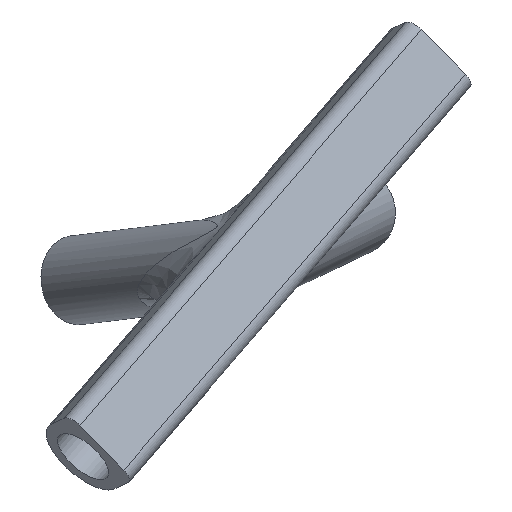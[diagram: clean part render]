
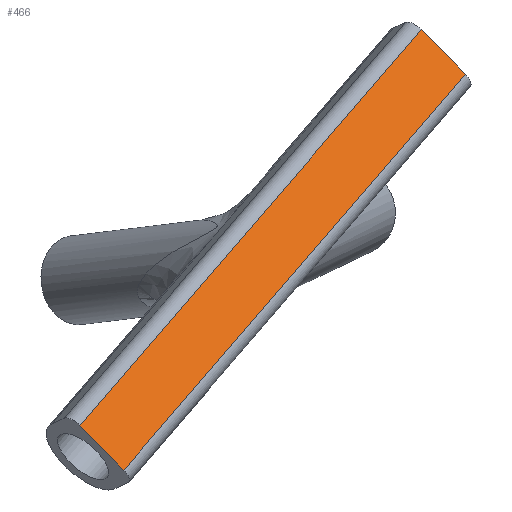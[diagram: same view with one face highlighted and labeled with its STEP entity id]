
A CAD part, top view. The second image highlights one B-rep face of the part: STEP entity #466.
In plain terms, the highlighted planar face has unit normal (0.41, 0.188, 0.893).
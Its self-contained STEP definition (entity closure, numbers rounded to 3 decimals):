
#38=LINE('',#1698,#64);
#45=LINE('',#1714,#71);
#46=LINE('',#1721,#72);
#50=LINE('',#1752,#76);
#64=VECTOR('',#576,10.);
#71=VECTOR('',#591,10.);
#72=VECTOR('',#598,10.);
#76=VECTOR('',#620,10.);
#87=PLANE('',#520);
#115=FACE_OUTER_BOUND('',#144,.T.);
#144=EDGE_LOOP('',(#398,#399,#400,#401));
#219=VERTEX_POINT('',#1694);
#221=VERTEX_POINT('',#1697);
#226=VERTEX_POINT('',#1712);
#228=VERTEX_POINT('',#1718);
#275=EDGE_CURVE('',#221,#219,#38,.T.);
#284=EDGE_CURVE('',#219,#226,#45,.T.);
#287=EDGE_CURVE('',#226,#228,#46,.T.);
#297=EDGE_CURVE('',#228,#221,#50,.T.);
#398=ORIENTED_EDGE('',*,*,#275,.T.);
#399=ORIENTED_EDGE('',*,*,#284,.T.);
#400=ORIENTED_EDGE('',*,*,#287,.T.);
#401=ORIENTED_EDGE('',*,*,#297,.T.);
#466=ADVANCED_FACE('',(#115),#87,.F.);
#520=AXIS2_PLACEMENT_3D('',#1751,#618,#619);
#576=DIRECTION('',(-0.593,-0.689,0.417));
#591=DIRECTION('',(0.693,-0.7,-0.171));
#598=DIRECTION('',(0.593,0.689,-0.417));
#618=DIRECTION('center_axis',(-0.41,-0.188,-0.893));
#619=DIRECTION('ref_axis',(0.693,-0.7,-0.171));
#620=DIRECTION('',(-0.693,0.7,0.171));
#1694=CARTESIAN_POINT('',(45.607,-59.829,32.605));
#1697=CARTESIAN_POINT('',(69.333,-32.286,15.916));
#1698=CARTESIAN_POINT('',(63.401,-39.172,20.089));
#1712=CARTESIAN_POINT('',(48.656,-62.911,31.853));
#1714=CARTESIAN_POINT('',(44.914,-59.128,32.776));
#1718=CARTESIAN_POINT('',(72.381,-35.368,15.164));
#1721=CARTESIAN_POINT('',(54.587,-56.025,27.681));
#1751=CARTESIAN_POINT('Origin',(58.994,-47.598,23.885));
#1752=CARTESIAN_POINT('',(73.074,-36.069,14.993));
